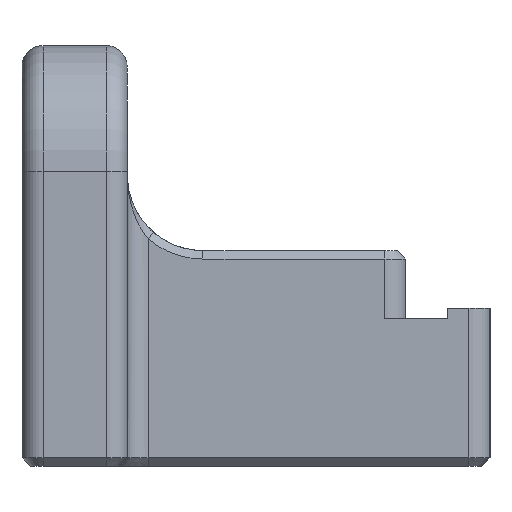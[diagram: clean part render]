
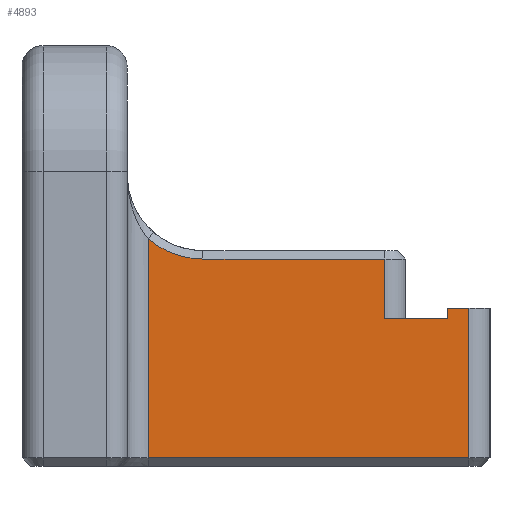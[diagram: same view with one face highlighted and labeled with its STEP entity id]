
A CAD part, left-side view. The second image highlights one B-rep face of the part: STEP entity #4893.
In plain terms, the highlighted planar face has unit normal (-1, 0, 0).
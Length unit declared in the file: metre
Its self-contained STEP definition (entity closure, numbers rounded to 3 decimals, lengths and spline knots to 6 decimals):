
#233=PLANE('',#5279);
#604=LINE('',#7662,#1107);
#635=LINE('',#7765,#1138);
#638=LINE('',#7776,#1141);
#639=LINE('',#7780,#1142);
#640=LINE('',#7783,#1143);
#641=LINE('',#7785,#1144);
#642=LINE('',#7786,#1145);
#643=LINE('',#7788,#1146);
#1107=VECTOR('',#6025,1.);
#1138=VECTOR('',#6106,1.);
#1141=VECTOR('',#6121,1.);
#1142=VECTOR('',#6126,1.);
#1143=VECTOR('',#6127,1.);
#1144=VECTOR('',#6128,1.);
#1145=VECTOR('',#6129,1.);
#1146=VECTOR('',#6130,1.);
#1807=ORIENTED_EDGE('',*,*,#3220,.T.);
#1808=ORIENTED_EDGE('',*,*,#3221,.T.);
#1809=ORIENTED_EDGE('',*,*,#3222,.T.);
#1810=ORIENTED_EDGE('',*,*,#3218,.F.);
#1811=ORIENTED_EDGE('',*,*,#3159,.F.);
#1812=ORIENTED_EDGE('',*,*,#3210,.F.);
#1813=ORIENTED_EDGE('',*,*,#3223,.T.);
#1814=ORIENTED_EDGE('',*,*,#3224,.T.);
#1815=ORIENTED_EDGE('',*,*,#3225,.T.);
#3159=EDGE_CURVE('',#3856,#3858,#604,.T.);
#3210=EDGE_CURVE('',#3904,#3856,#635,.F.);
#3218=EDGE_CURVE('',#3858,#3907,#638,.F.);
#3220=EDGE_CURVE('',#3908,#3909,#639,.T.);
#3221=EDGE_CURVE('',#3909,#3910,#640,.T.);
#3222=EDGE_CURVE('',#3910,#3907,#641,.T.);
#3223=EDGE_CURVE('',#3904,#3911,#642,.F.);
#3224=EDGE_CURVE('',#3911,#3912,#643,.T.);
#3225=EDGE_CURVE('',#3912,#3908,#4107,.T.);
#3856=VERTEX_POINT('',#7660);
#3858=VERTEX_POINT('',#7663);
#3904=VERTEX_POINT('',#7764);
#3907=VERTEX_POINT('',#7777);
#3908=VERTEX_POINT('',#7781);
#3909=VERTEX_POINT('',#7782);
#3910=VERTEX_POINT('',#7784);
#3911=VERTEX_POINT('',#7787);
#3912=VERTEX_POINT('',#7789);
#4107=CIRCLE('',#5280,0.004);
#4240=EDGE_LOOP('',(#1807,#1808,#1809,#1810,#1811,#1812,#1813,#1814,#1815));
#4553=FACE_BOUND('',#4240,.T.);
#4893=ADVANCED_FACE('',(#4553),#233,.F.);
#5279=AXIS2_PLACEMENT_3D('',#7779,#6124,#6125);
#5280=AXIS2_PLACEMENT_3D('',#7790,#6131,#6132);
#6025=DIRECTION('',(0.,0.,1.));
#6106=DIRECTION('',(0.,1.,0.));
#6121=DIRECTION('',(0.,1.,0.));
#6124=DIRECTION('',(1.,0.,0.));
#6125=DIRECTION('',(0.,0.,-1.));
#6126=DIRECTION('',(0.,0.,-1.));
#6127=DIRECTION('',(0.,-1.,0.));
#6128=DIRECTION('',(0.,0.,1.));
#6129=DIRECTION('',(0.,0.,-1.));
#6130=DIRECTION('',(0.,1.,0.));
#6131=DIRECTION('',(1.,0.,0.));
#6132=DIRECTION('',(0.,0.,-1.));
#7660=CARTESIAN_POINT('',(-0.048925,0.002,0.002));
#7662=CARTESIAN_POINT('',(-0.048925,0.002,0.002));
#7663=CARTESIAN_POINT('',(-0.048925,0.002,0.0025));
#7764=CARTESIAN_POINT('',(-0.048925,0.005,0.002));
#7765=CARTESIAN_POINT('',(-0.048925,0.007125,0.002));
#7776=CARTESIAN_POINT('',(-0.048925,0.007125,0.0025));
#7777=CARTESIAN_POINT('',(-0.048925,0.001,0.0025));
#7779=CARTESIAN_POINT('',(-0.048925,0.007125,0.0122));
#7780=CARTESIAN_POINT('',(-0.048925,0.01625,0.0122));
#7781=CARTESIAN_POINT('',(-0.048925,0.01625,0.00581));
#7782=CARTESIAN_POINT('',(-0.048925,0.01625,-0.004605));
#7783=CARTESIAN_POINT('',(-0.048925,0.007125,-0.004605));
#7784=CARTESIAN_POINT('',(-0.048925,0.001,-0.004605));
#7785=CARTESIAN_POINT('',(-0.048925,0.001,0.0122));
#7786=CARTESIAN_POINT('',(-0.048925,0.005,0.00525));
#7787=CARTESIAN_POINT('',(-0.048925,0.005,0.00485));
#7788=CARTESIAN_POINT('',(-0.048925,0.007125,0.00485));
#7789=CARTESIAN_POINT('',(-0.048925,0.01365,0.00485));
#7790=CARTESIAN_POINT('',(-0.048925,0.01365,0.00885));
